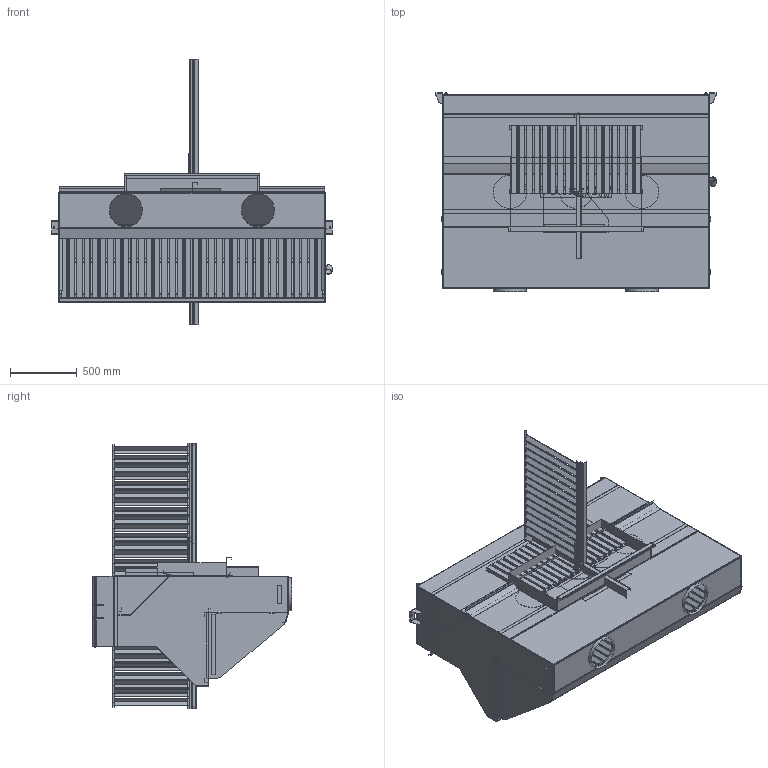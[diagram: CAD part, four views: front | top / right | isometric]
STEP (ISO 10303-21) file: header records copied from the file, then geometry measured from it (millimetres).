
FILE_DESCRIPTION( ( 'Unknown' ), '1' );
FILE_NAME( 'SR00064.stp', 'Unknown', ( 'Unknown' ), ( 'Unknown' ), 'PSStep 14.0', 'Unknown', ' ' );
FILE_SCHEMA( ( 'AUTOMOTIVE_DESIGN { 1 0 10303 214 1 1 1 1 }' ) );
Length unit declared in the file: millimetre
Products named in the file (66): 2160439-0; 2160428-0; 2160440-0; 2160435-0; 2160436-0; 2160429-0; Assem1; 2160433-0; 2160407-0; 2160406-0; 2160432-0; 2160430-0; Fillet 1-oa1; 2160426-0; 2160427-0; Fillet 1-oa0; 2160438-0; 2160434-0; 2160413-0; 2160402-0; 2160403-0; 2160404-0; 2160412-0; 2160640-0; 2160405-0; 2160408-0; 2160409-0; 2160414-0; 2160441-0; 2160410-0; 147703; 2160442-0; 2151208-3
Bounding box: 2100 x 1492.51 x 1994 mm (x, y, z)
Volume: 98572160 mm3; surface area: 78800097 mm2
Topology: 339 solids, 339 shells, 6443 faces, 16270 edges, 10742 vertices
Faces by surface type: plane 5329, cylinder 945, bspline 169
Full cylindrical faces by diameter (mm): 0.05 x210, 10 x8, 12 x5, 47 x3, 50 x3, 244 x5, 248 x5, 250 x6
Entity records: 67335 total; most frequent: CARTESIAN_POINT 10827, ORIENTED_EDGE 8974, DIRECTION 8065, EDGE_CURVE 4487, LINE 4091, VECTOR 4091, VERTEX_POINT 2989, AXIS2_PLACEMENT_3D 1987
